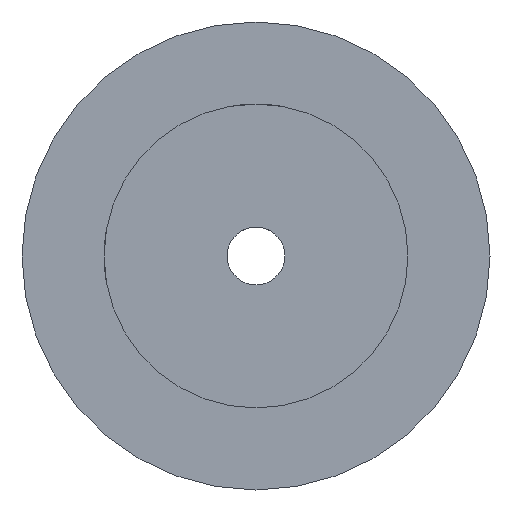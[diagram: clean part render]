
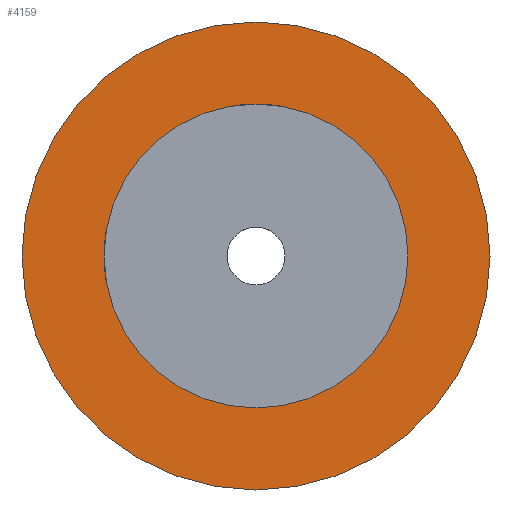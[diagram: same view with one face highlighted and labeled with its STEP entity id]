
A CAD part, left-side view. The second image highlights one B-rep face of the part: STEP entity #4159.
In plain terms, the highlighted planar face has unit normal (-1, 0, 0).
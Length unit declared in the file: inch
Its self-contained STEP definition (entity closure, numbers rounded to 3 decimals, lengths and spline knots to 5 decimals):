
#396 = DIRECTION ( 'NONE',  ( 0., 1., 0. ) ) ;
#397 = DIRECTION ( 'NONE',  ( 1., 0., 0. ) ) ;
#405 = CARTESIAN_POINT ( 'NONE',  ( -0.25, -2.022, 0. ) ) ;
#406 = PLANE ( 'NONE',  #5826 ) ;
#1307 = CIRCLE ( 'NONE', #5974, 2.022 ) ;
#1633 = DIRECTION ( 'NONE',  ( 0., -1., 0. ) ) ;
#1635 = DIRECTION ( 'NONE',  ( -1., 0., 0. ) ) ;
#1637 = CARTESIAN_POINT ( 'NONE',  ( -0.25, 0., 0. ) ) ;
#2284 = DIRECTION ( 'NONE',  ( 0., -1., 0. ) ) ;
#2285 = DIRECTION ( 'NONE',  ( -1., 0., 0. ) ) ;
#2288 = CARTESIAN_POINT ( 'NONE',  ( -0.25, 0., 0. ) ) ;
#2406 = DIRECTION ( 'NONE',  ( 0., -1., 0. ) ) ;
#2407 = DIRECTION ( 'NONE',  ( -1., 0., 0. ) ) ;
#2408 = CARTESIAN_POINT ( 'NONE',  ( -0.25, 0., 0. ) ) ;
#2448 = DIRECTION ( 'NONE',  ( 0., -1., 0. ) ) ;
#2449 = DIRECTION ( 'NONE',  ( -1., 0., 0. ) ) ;
#2450 = CARTESIAN_POINT ( 'NONE',  ( -0.25, 0., 0. ) ) ;
#2749 = FACE_OUTER_BOUND ( 'NONE', #3156, .T. ) ;
#2753 = FACE_BOUND ( 'NONE', #3109, .T. ) ;
#3109 = EDGE_LOOP ( 'NONE', ( #3226, #3227 ) ) ;
#3156 = EDGE_LOOP ( 'NONE', ( #3228, #3231 ) ) ;
#3226 = ORIENTED_EDGE ( 'NONE', *, *, #5708, .F. ) ;
#3227 = ORIENTED_EDGE ( 'NONE', *, *, #5694, .F. ) ;
#3228 = ORIENTED_EDGE ( 'NONE', *, *, #5686, .T. ) ;
#3231 = ORIENTED_EDGE ( 'NONE', *, *, #5548, .T. ) ;
#3456 = VERTEX_POINT ( 'NONE', #3725 ) ;
#3457 = VERTEX_POINT ( 'NONE', #3493 ) ;
#3470 = VERTEX_POINT ( 'NONE', #3488 ) ;
#3472 = VERTEX_POINT ( 'NONE', #3542 ) ;
#3488 = CARTESIAN_POINT ( 'NONE',  ( -0.25, -1.3125, 0. ) ) ;
#3493 = CARTESIAN_POINT ( 'NONE',  ( -0.25, -2.022, 0. ) ) ;
#3542 = CARTESIAN_POINT ( 'NONE',  ( -0.25, 1.3125, 0. ) ) ;
#3725 = CARTESIAN_POINT ( 'NONE',  ( -0.25, 2.022, 0. ) ) ;
#4084 = CIRCLE ( 'NONE', #5998, 2.022 ) ;
#4102 = CIRCLE ( 'NONE', #6007, 1.3125 ) ;
#4127 = CIRCLE ( 'NONE', #5995, 1.3125 ) ;
#4159 = ADVANCED_FACE ( 'NONE', ( #2753, #2749 ), #406, .F. ) ;
#5548 = EDGE_CURVE ( 'NONE', #3456, #3457, #1307, .T. ) ;
#5686 = EDGE_CURVE ( 'NONE', #3457, #3456, #4084, .T. ) ;
#5694 = EDGE_CURVE ( 'NONE', #3472, #3470, #4127, .T. ) ;
#5708 = EDGE_CURVE ( 'NONE', #3470, #3472, #4102, .T. ) ;
#5826 = AXIS2_PLACEMENT_3D ( 'NONE', #405, #397, #396 ) ;
#5974 = AXIS2_PLACEMENT_3D ( 'NONE', #1637, #1635, #1633 ) ;
#5995 = AXIS2_PLACEMENT_3D ( 'NONE', #2408, #2407, #2406 ) ;
#5998 = AXIS2_PLACEMENT_3D ( 'NONE', #2450, #2449, #2448 ) ;
#6007 = AXIS2_PLACEMENT_3D ( 'NONE', #2288, #2285, #2284 ) ;
